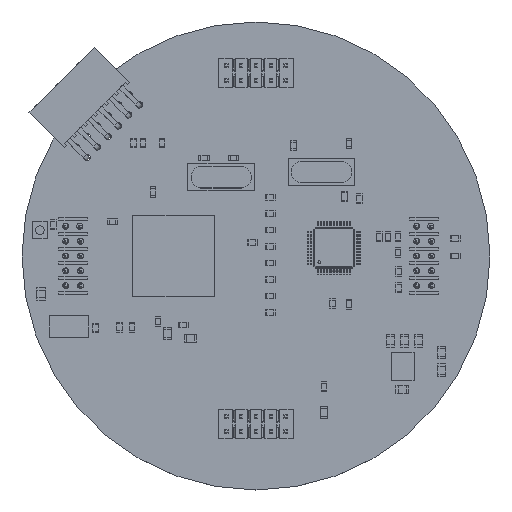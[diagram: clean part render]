
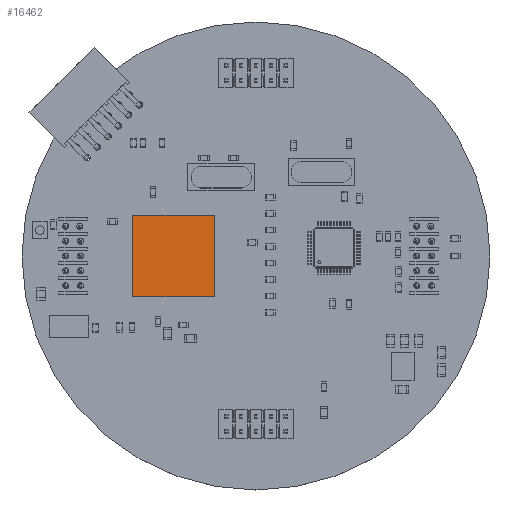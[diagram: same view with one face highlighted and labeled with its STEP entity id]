
A CAD part, top view. The second image highlights one B-rep face of the part: STEP entity #16462.
In plain terms, the highlighted planar face has unit normal (0, 0, 1).
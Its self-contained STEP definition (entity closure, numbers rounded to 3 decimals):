
#16333 = VERTEX_POINT('',#16334);
#16334 = CARTESIAN_POINT('',(7.,7.,1.55));
#16340 = EDGE_CURVE('',#16333,#16341,#16343,.T.);
#16341 = VERTEX_POINT('',#16342);
#16342 = CARTESIAN_POINT('',(-7.,7.,1.55));
#16343 = LINE('',#16344,#16345);
#16344 = CARTESIAN_POINT('',(7.,7.,1.55));
#16345 = VECTOR('',#16346,1.);
#16346 = DIRECTION('',(-1.,0.,0.));
#16371 = EDGE_CURVE('',#16341,#16372,#16374,.T.);
#16372 = VERTEX_POINT('',#16373);
#16373 = CARTESIAN_POINT('',(-7.,-7.,1.55));
#16374 = LINE('',#16375,#16376);
#16375 = CARTESIAN_POINT('',(-7.,7.,1.55));
#16376 = VECTOR('',#16377,1.);
#16377 = DIRECTION('',(0.,-1.,0.));
#16402 = EDGE_CURVE('',#16372,#16403,#16405,.T.);
#16403 = VERTEX_POINT('',#16404);
#16404 = CARTESIAN_POINT('',(7.,-7.,1.55));
#16405 = LINE('',#16406,#16407);
#16406 = CARTESIAN_POINT('',(-7.,-7.,1.55));
#16407 = VECTOR('',#16408,1.);
#16408 = DIRECTION('',(1.,0.,0.));
#16433 = EDGE_CURVE('',#16403,#16333,#16434,.T.);
#16434 = LINE('',#16435,#16436);
#16435 = CARTESIAN_POINT('',(7.,-7.,1.55));
#16436 = VECTOR('',#16437,1.);
#16437 = DIRECTION('',(0.,1.,0.));
#16462 = ADVANCED_FACE('',(#16463),#16469,.F.);
#16463 = FACE_BOUND('',#16464,.T.);
#16464 = EDGE_LOOP('',(#16465,#16466,#16467,#16468));
#16465 = ORIENTED_EDGE('',*,*,#16340,.T.);
#16466 = ORIENTED_EDGE('',*,*,#16371,.T.);
#16467 = ORIENTED_EDGE('',*,*,#16402,.T.);
#16468 = ORIENTED_EDGE('',*,*,#16433,.T.);
#16469 = PLANE('',#16470);
#16470 = AXIS2_PLACEMENT_3D('',#16471,#16472,#16473);
#16471 = CARTESIAN_POINT('',(7.,7.,1.55));
#16472 = DIRECTION('',(0.,0.,-1.));
#16473 = DIRECTION('',(-1.,0.,0.));
